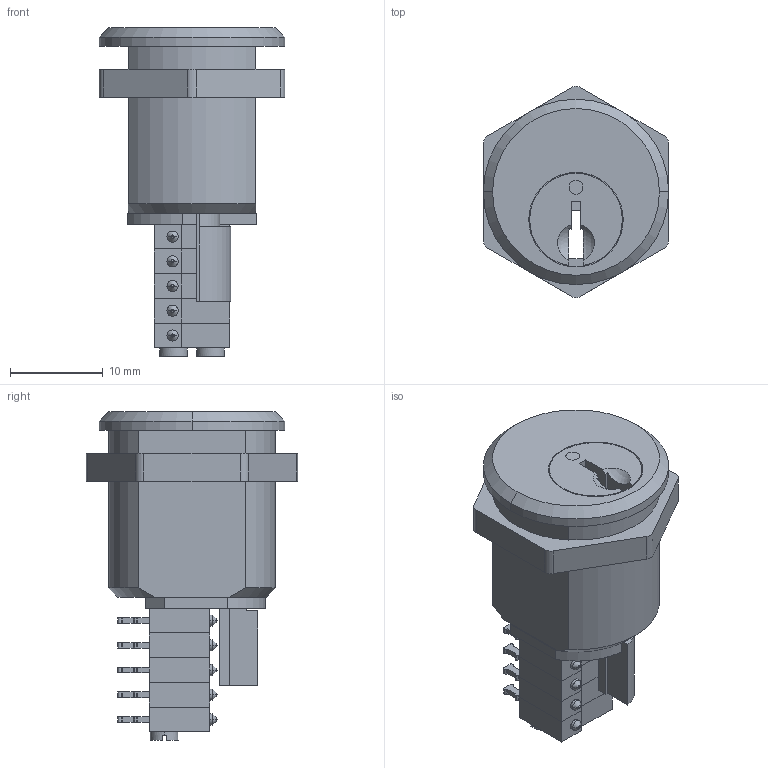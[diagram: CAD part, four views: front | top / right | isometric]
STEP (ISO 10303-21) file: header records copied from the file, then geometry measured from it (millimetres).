
FILE_DESCRIPTION (( 'STEP AP203' ), '1' );
FILE_NAME ('S-25-OP-5.STEP', '2020-07-27T08:06:28', ( '' ), ( '' ), 'SwSTEP 2.0', 'SolidWorks 2018', '' );
FILE_SCHEMA (( 'CONFIG_CONTROL_DESIGN' ));
Length unit declared in the file: millimetre
Products named in the file (8): S-25-OP-5_十字穴付皿小ねじ_M2_; S-25-OP-5_すりわり付き平小ねじ_M1.6_; S-25-OP-5_シリンダー_; S-25-OP-5_マイクロスイッチ_; S-25-OP-5_六角ナット_; S-25-OP-5_ベースプレート_; S-25-OP-5_ローター_; S-25-OP-5
Assembly tree (13 placements, depth 2):
  S-25-OP-5
    S-25-OP-5_シリンダー_
    S-25-OP-5_ローター_
    S-25-OP-5_ベースプレート_
    S-25-OP-5_十字穴付皿小ねじ_M2_  x2
    S-25-OP-5_マイクロスイッチ_  x5
    S-25-OP-5_すりわり付き平小ねじ_M1.6_  x2
    S-25-OP-5_六角ナット_
Bounding box: 20 x 22.8 x 35.45 mm (x, y, z)
Volume: 5576.8 mm3; surface area: 5586.1 mm2
Topology: 13 solids, 13 shells, 573 faces, 1509 edges, 991 vertices
Faces by surface type: plane 337, cylinder 190, cone 34, sphere 12
Entity records: 7847 total; most frequent: DIRECTION 1225, CARTESIAN_POINT 1218, ORIENTED_EDGE 1138, EDGE_CURVE 569, AXIS2_PLACEMENT_3D 428, VERTEX_POINT 373, LINE 369, VECTOR 369
